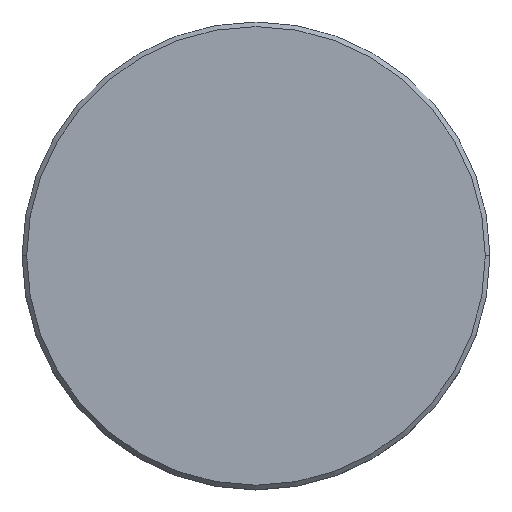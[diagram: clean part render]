
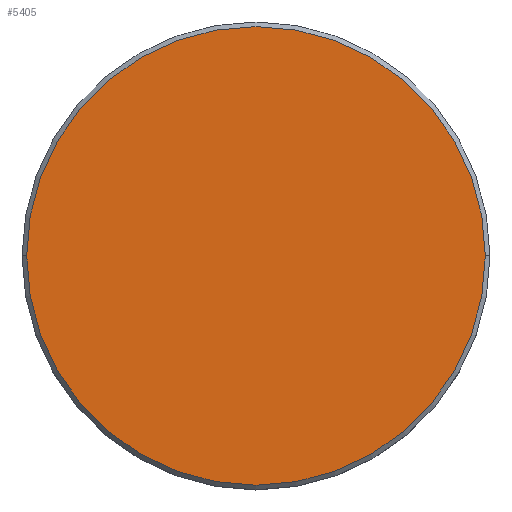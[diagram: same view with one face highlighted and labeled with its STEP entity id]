
A CAD part, top view. The second image highlights one B-rep face of the part: STEP entity #5405.
In plain terms, the highlighted planar face has unit normal (0, 0, 1).
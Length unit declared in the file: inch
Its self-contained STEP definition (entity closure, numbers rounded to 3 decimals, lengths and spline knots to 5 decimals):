
#2360 = CARTESIAN_POINT ( 'NONE',  ( 0., 0., 0.11811 ) ) ;
#2361 = AXIS2_PLACEMENT_3D ( 'NONE', #2360, #2430, #2429 ) ;
#2362 = CARTESIAN_POINT ( 'NONE',  ( 0.49016, 0., 0.11811 ) ) ;
#2367 = CIRCLE ( 'NONE', #2361, 0.49016 ) ;
#2428 = CARTESIAN_POINT ( 'NONE',  ( -0.49016, 0., 0.11811 ) ) ;
#2429 = DIRECTION ( 'NONE',  ( 1., 0., 0. ) ) ;
#2430 = DIRECTION ( 'NONE',  ( 0., 0., 1. ) ) ;
#5245 = EDGE_LOOP ( 'NONE', ( #5404, #5388 ) ) ;
#5387 = EDGE_CURVE ( 'NONE', #13842, #13841, #10870, .T. ) ;
#5388 = ORIENTED_EDGE ( 'NONE', *, *, #13839, .T. ) ;
#5404 = ORIENTED_EDGE ( 'NONE', *, *, #5387, .T. ) ;
#5405 = ADVANCED_FACE ( 'NONE', ( #10988 ), #10734, .T. ) ;
#10734 = PLANE ( 'NONE',  #10958 ) ;
#10870 = CIRCLE ( 'NONE', #10938, 0.49016 ) ;
#10935 = DIRECTION ( 'NONE',  ( 1., 0., 0. ) ) ;
#10936 = DIRECTION ( 'NONE',  ( 0., 0., 1. ) ) ;
#10937 = CARTESIAN_POINT ( 'NONE',  ( 0., 0., 0.11811 ) ) ;
#10938 = AXIS2_PLACEMENT_3D ( 'NONE', #10937, #10936, #10935 ) ;
#10955 = DIRECTION ( 'NONE',  ( 1., 0., 0. ) ) ;
#10956 = DIRECTION ( 'NONE',  ( 0., 0., 1. ) ) ;
#10957 = CARTESIAN_POINT ( 'NONE',  ( 0., 0., 0.11811 ) ) ;
#10958 = AXIS2_PLACEMENT_3D ( 'NONE', #10957, #10956, #10955 ) ;
#10988 = FACE_OUTER_BOUND ( 'NONE', #5245, .T. ) ;
#13839 = EDGE_CURVE ( 'NONE', #13841, #13842, #2367, .T. ) ;
#13841 = VERTEX_POINT ( 'NONE', #2362 ) ;
#13842 = VERTEX_POINT ( 'NONE', #2428 ) ;
